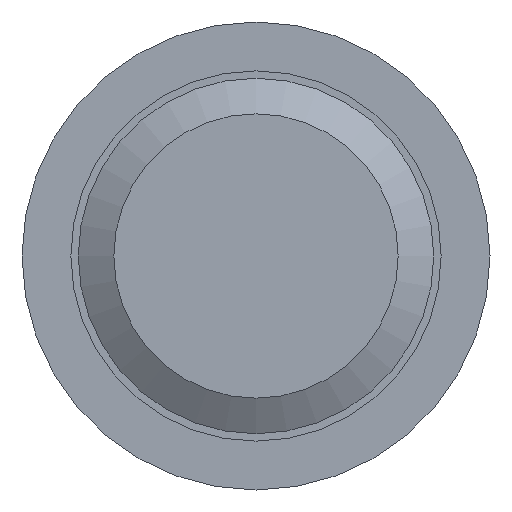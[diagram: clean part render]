
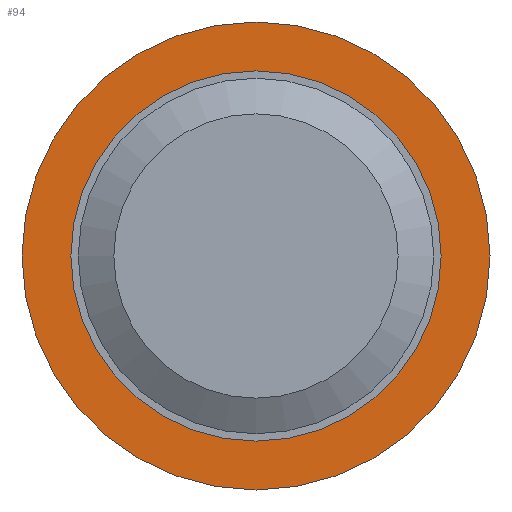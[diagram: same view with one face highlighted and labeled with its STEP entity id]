
A CAD part, left-side view. The second image highlights one B-rep face of the part: STEP entity #94.
In plain terms, the highlighted planar face has unit normal (-1, 0, 0).
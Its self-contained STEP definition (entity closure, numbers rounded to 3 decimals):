
#59=FACE_BOUND('',#131,.T.);
#60=FACE_BOUND('',#132,.T.);
#94=ADVANCED_FACE('',(#59,#60),#110,.F.);
#110=PLANE('',#391);
#131=EDGE_LOOP('',(#173));
#132=EDGE_LOOP('',(#174));
#173=ORIENTED_EDGE('',*,*,#234,.F.);
#174=ORIENTED_EDGE('',*,*,#235,.T.);
#213=VERTEX_POINT('',#562);
#214=VERTEX_POINT('',#565);
#234=EDGE_CURVE('',#213,#213,#255,.T.);
#235=EDGE_CURVE('',#214,#214,#256,.T.);
#255=CIRCLE('',#388,7.9);
#256=CIRCLE('',#390,6.25);
#388=AXIS2_PLACEMENT_3D('',#561,#468,#469);
#390=AXIS2_PLACEMENT_3D('',#564,#472,#473);
#391=AXIS2_PLACEMENT_3D('',#566,#474,#475);
#468=DIRECTION('',(1.,0.,0.));
#469=DIRECTION('',(0.,0.,-1.));
#472=DIRECTION('',(1.,0.,0.));
#473=DIRECTION('',(0.,0.,-1.));
#474=DIRECTION('',(1.,0.,0.));
#475=DIRECTION('',(0.,0.,-1.));
#561=CARTESIAN_POINT('',(8.212,0.,0.));
#562=CARTESIAN_POINT('',(8.212,0.,-7.9));
#564=CARTESIAN_POINT('',(8.212,0.,0.));
#565=CARTESIAN_POINT('',(8.212,0.,-6.25));
#566=CARTESIAN_POINT('',(8.212,6.25,0.));
